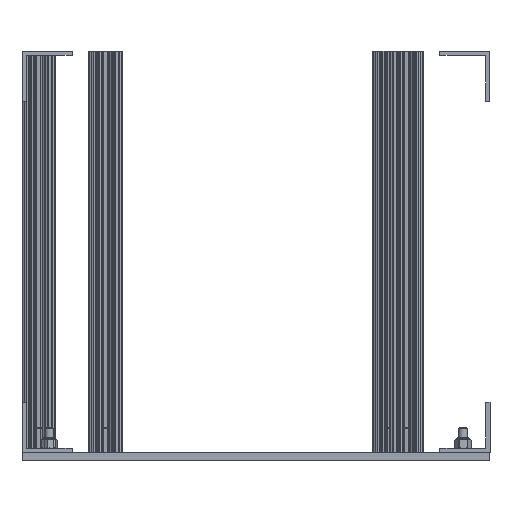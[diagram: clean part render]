
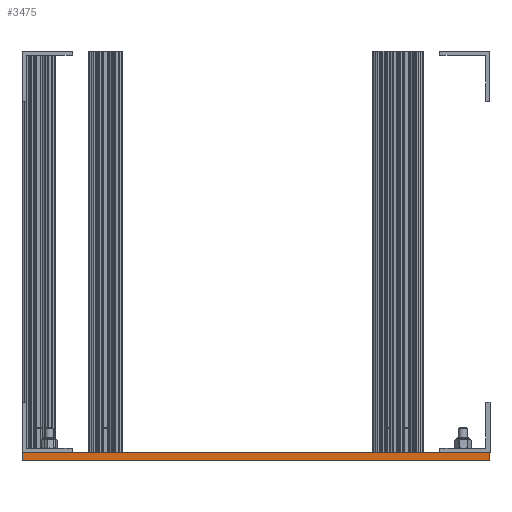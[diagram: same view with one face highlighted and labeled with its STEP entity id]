
A CAD part, left-side view. The second image highlights one B-rep face of the part: STEP entity #3475.
In plain terms, the highlighted planar face has unit normal (-1, 0, 0).
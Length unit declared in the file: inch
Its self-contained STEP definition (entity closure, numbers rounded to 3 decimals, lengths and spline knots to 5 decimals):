
#180=LINE('',#5430,#448);
#211=LINE('',#5492,#479);
#212=LINE('',#5494,#480);
#213=LINE('',#5495,#481);
#448=VECTOR('',#4356,39.37008);
#479=VECTOR('',#4405,39.37008);
#480=VECTOR('',#4406,39.37008);
#481=VECTOR('',#4407,39.37008);
#724=PLANE('',#3863);
#971=FACE_OUTER_BOUND('',#1220,.T.);
#1220=EDGE_LOOP('',(#2544,#2545,#2546,#2547));
#1663=VERTEX_POINT('',#5427);
#1664=VERTEX_POINT('',#5429);
#1686=VERTEX_POINT('',#5491);
#1687=VERTEX_POINT('',#5493);
#1997=EDGE_CURVE('',#1663,#1664,#180,.T.);
#2028=EDGE_CURVE('',#1664,#1686,#211,.T.);
#2029=EDGE_CURVE('',#1687,#1663,#212,.T.);
#2030=EDGE_CURVE('',#1686,#1687,#213,.T.);
#2544=ORIENTED_EDGE('',*,*,#2028,.F.);
#2545=ORIENTED_EDGE('',*,*,#1997,.F.);
#2546=ORIENTED_EDGE('',*,*,#2029,.F.);
#2547=ORIENTED_EDGE('',*,*,#2030,.F.);
#3475=ADVANCED_FACE('',(#971),#724,.F.);
#3863=AXIS2_PLACEMENT_3D('',#5490,#4403,#4404);
#4356=DIRECTION('',(0.,-1.,0.));
#4403=DIRECTION('center_axis',(1.,0.,0.));
#4404=DIRECTION('ref_axis',(0.,1.,0.));
#4405=DIRECTION('',(0.,0.,-1.));
#4406=DIRECTION('',(0.,0.,1.));
#4407=DIRECTION('',(0.,1.,0.));
#5427=CARTESIAN_POINT('',(-23.52895,12.58389,47.62819));
#5429=CARTESIAN_POINT('',(-23.52895,-1.41611,47.62819));
#5430=CARTESIAN_POINT('',(-23.52895,5.58389,47.62819));
#5490=CARTESIAN_POINT('Origin',(-23.52895,9.91274,47.62819));
#5491=CARTESIAN_POINT('',(-23.52895,-1.41611,47.37819));
#5492=CARTESIAN_POINT('',(-23.52895,-1.41611,47.62819));
#5493=CARTESIAN_POINT('',(-23.52895,12.58389,47.37819));
#5494=CARTESIAN_POINT('',(-23.52895,12.58389,47.62819));
#5495=CARTESIAN_POINT('',(-23.52895,9.91274,47.37819));
